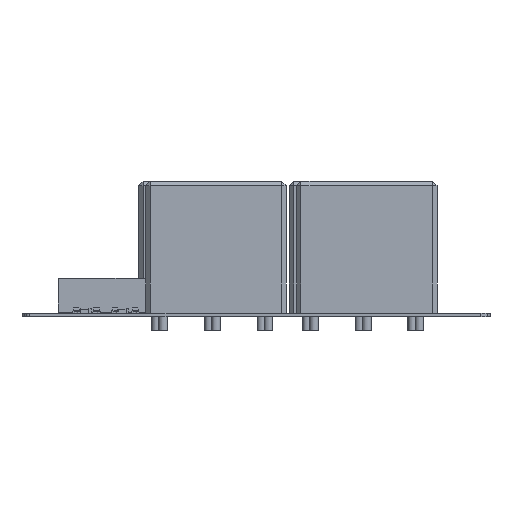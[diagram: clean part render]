
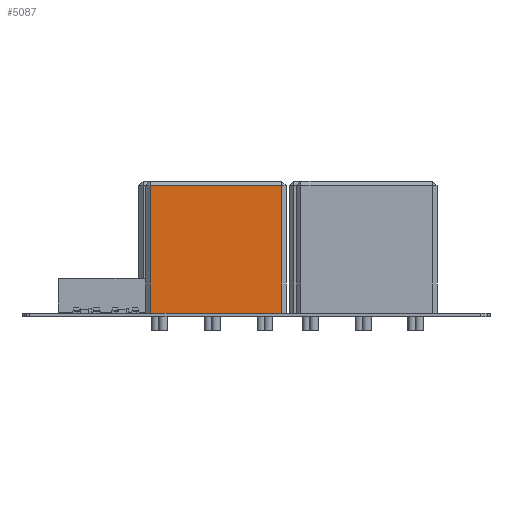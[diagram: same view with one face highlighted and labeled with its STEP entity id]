
A CAD part, left-side view. The second image highlights one B-rep face of the part: STEP entity #5087.
In plain terms, the highlighted face is planar.
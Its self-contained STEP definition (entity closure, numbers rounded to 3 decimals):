
#4957 = VERTEX_POINT('',#4958);
#4958 = CARTESIAN_POINT('',(15.,0.,-13.5));
#4964 = EDGE_CURVE('',#4957,#4965,#4967,.T.);
#4965 = VERTEX_POINT('',#4966);
#4966 = CARTESIAN_POINT('',(15.,0.,1.5));
#4967 = LINE('',#4968,#4969);
#4968 = CARTESIAN_POINT('',(15.,0.,-14.));
#4969 = VECTOR('',#4970,1.);
#4970 = DIRECTION('',(-0.,0.,1.));
#5087 = ADVANCED_FACE('',(#5088),#5113,.F.);
#5088 = FACE_BOUND('',#5089,.T.);
#5089 = EDGE_LOOP('',(#5090,#5098,#5106,#5112));
#5090 = ORIENTED_EDGE('',*,*,#5091,.F.);
#5091 = EDGE_CURVE('',#5092,#4957,#5094,.T.);
#5092 = VERTEX_POINT('',#5093);
#5093 = CARTESIAN_POINT('',(15.,14.5,-13.5));
#5094 = LINE('',#5095,#5096);
#5095 = CARTESIAN_POINT('',(15.,15.,-13.5));
#5096 = VECTOR('',#5097,1.);
#5097 = DIRECTION('',(-0.,-1.,0.));
#5098 = ORIENTED_EDGE('',*,*,#5099,.F.);
#5099 = EDGE_CURVE('',#5100,#5092,#5102,.T.);
#5100 = VERTEX_POINT('',#5101);
#5101 = CARTESIAN_POINT('',(15.,14.5,1.5));
#5102 = LINE('',#5103,#5104);
#5103 = CARTESIAN_POINT('',(15.,14.5,2.));
#5104 = VECTOR('',#5105,1.);
#5105 = DIRECTION('',(-0.,-0.,-1.));
#5106 = ORIENTED_EDGE('',*,*,#5107,.F.);
#5107 = EDGE_CURVE('',#4965,#5100,#5108,.T.);
#5108 = LINE('',#5109,#5110);
#5109 = CARTESIAN_POINT('',(15.,15.,1.5));
#5110 = VECTOR('',#5111,1.);
#5111 = DIRECTION('',(0.,1.,-0.));
#5112 = ORIENTED_EDGE('',*,*,#4964,.F.);
#5113 = PLANE('',#5114);
#5114 = AXIS2_PLACEMENT_3D('',#5115,#5116,#5117);
#5115 = CARTESIAN_POINT('',(15.,15.,2.));
#5116 = DIRECTION('',(-1.,0.,0.));
#5117 = DIRECTION('',(0.,0.,1.));
